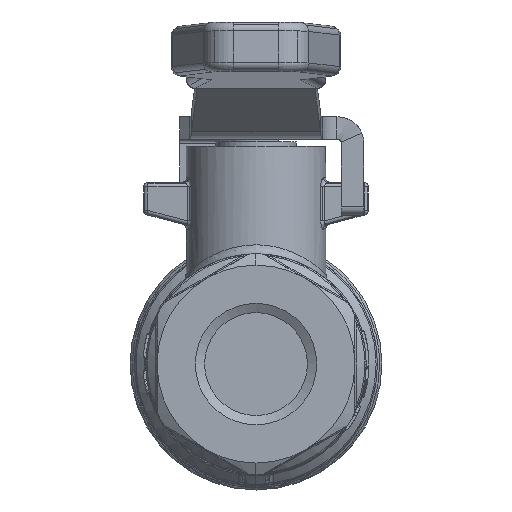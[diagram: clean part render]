
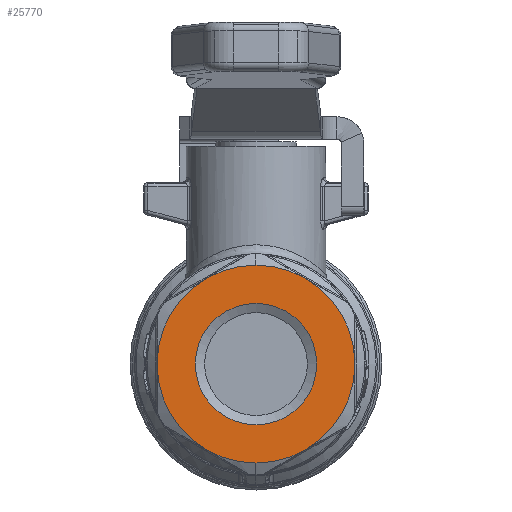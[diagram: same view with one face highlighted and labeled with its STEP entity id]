
A CAD part, left-side view. The second image highlights one B-rep face of the part: STEP entity #25770.
In plain terms, the highlighted planar face has unit normal (-1, 0, 0).
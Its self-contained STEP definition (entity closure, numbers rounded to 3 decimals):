
#11899=CARTESIAN_POINT('',(-25.,5.5,9.526));
#11900=VERTEX_POINT('',#11899);
#18803=CARTESIAN_POINT('',(-25.,0.,11.));
#18804=VERTEX_POINT('',#18803);
#18811=CARTESIAN_POINT('',(-25.,-5.5,9.526));
#18812=VERTEX_POINT('',#18811);
#18813=CARTESIAN_POINT('',(-25.,0.,0.));
#18814=DIRECTION('',(-1.,0.,-0.));
#18815=DIRECTION('',(-0.,-0.,1.));
#18816=AXIS2_PLACEMENT_3D('',#18813,#18814,#18815);
#18817=CIRCLE('',#18816,11.);
#18818=EDGE_CURVE('',#18812,#18804,#18817,.T.);
#18992=CARTESIAN_POINT('',(-25.,-11.,-0.));
#18993=VERTEX_POINT('',#18992);
#18994=CARTESIAN_POINT('',(-25.,0.,0.));
#18995=DIRECTION('',(-1.,0.,-0.));
#18996=DIRECTION('',(-0.,-0.,1.));
#18997=AXIS2_PLACEMENT_3D('',#18994,#18995,#18996);
#18998=CIRCLE('',#18997,11.);
#18999=EDGE_CURVE('',#18993,#18812,#18998,.T.);
#19178=CARTESIAN_POINT('',(-25.,-5.5,-9.526));
#19179=VERTEX_POINT('',#19178);
#19180=CARTESIAN_POINT('',(-25.,0.,0.));
#19181=DIRECTION('',(-1.,0.,-0.));
#19182=DIRECTION('',(-0.,-0.,1.));
#19183=AXIS2_PLACEMENT_3D('',#19180,#19181,#19182);
#19184=CIRCLE('',#19183,11.);
#19185=EDGE_CURVE('',#19179,#18993,#19184,.T.);
#20929=CARTESIAN_POINT('',(-25.,5.5,-9.526));
#20930=VERTEX_POINT('',#20929);
#20960=CARTESIAN_POINT('',(-25.,11.,-0.));
#20961=VERTEX_POINT('',#20960);
#20976=CARTESIAN_POINT('',(-25.,0.,0.));
#20977=DIRECTION('',(-1.,0.,-0.));
#20978=DIRECTION('',(-0.,-0.,1.));
#20979=AXIS2_PLACEMENT_3D('',#20976,#20977,#20978);
#20980=CIRCLE('',#20979,11.);
#20981=EDGE_CURVE('',#20961,#20930,#20980,.T.);
#21216=CARTESIAN_POINT('',(-25.,0.,0.));
#21217=DIRECTION('',(-1.,0.,-0.));
#21218=DIRECTION('',(-0.,-0.,1.));
#21219=AXIS2_PLACEMENT_3D('',#21216,#21217,#21218);
#21220=CIRCLE('',#21219,11.);
#21221=EDGE_CURVE('',#11900,#20961,#21220,.T.);
#25715=CARTESIAN_POINT('',(-25.,0.,5.5));
#25716=DIRECTION('',(-1.,0.,0.));
#25717=DIRECTION('',(-0.,-0.,1.));
#25718=AXIS2_PLACEMENT_3D('',#25715,#25716,#25717);
#25719=PLANE('',#25718);
#25720=ORIENTED_EDGE('',*,*,#19185,.T.);
#25721=ORIENTED_EDGE('',*,*,#18999,.T.);
#25722=ORIENTED_EDGE('',*,*,#18818,.T.);
#25723=CARTESIAN_POINT('',(-25.,0.,0.));
#25724=DIRECTION('',(-1.,0.,-0.));
#25725=DIRECTION('',(-0.,-0.,1.));
#25726=AXIS2_PLACEMENT_3D('',#25723,#25724,#25725);
#25727=CIRCLE('',#25726,11.);
#25728=EDGE_CURVE('',#18804,#11900,#25727,.T.);
#25729=ORIENTED_EDGE('',*,*,#25728,.T.);
#25730=ORIENTED_EDGE('',*,*,#21221,.T.);
#25731=ORIENTED_EDGE('',*,*,#20981,.T.);
#25732=CARTESIAN_POINT('',(-25.,0.,-11.));
#25733=VERTEX_POINT('',#25732);
#25734=CARTESIAN_POINT('',(-25.,0.,0.));
#25735=DIRECTION('',(-1.,0.,-0.));
#25736=DIRECTION('',(0.,0.,-1.));
#25737=AXIS2_PLACEMENT_3D('',#25734,#25735,#25736);
#25738=CIRCLE('',#25737,11.);
#25739=EDGE_CURVE('',#20930,#25733,#25738,.T.);
#25740=ORIENTED_EDGE('',*,*,#25739,.T.);
#25741=CARTESIAN_POINT('',(-25.,0.,0.));
#25742=DIRECTION('',(-1.,0.,-0.));
#25743=DIRECTION('',(0.,0.,-1.));
#25744=AXIS2_PLACEMENT_3D('',#25741,#25742,#25743);
#25745=CIRCLE('',#25744,11.);
#25746=EDGE_CURVE('',#25733,#19179,#25745,.T.);
#25747=ORIENTED_EDGE('',*,*,#25746,.T.);
#25748=EDGE_LOOP('',(#25720,#25721,#25722,#25729,#25730,#25731,#25740,#25747));
#25749=FACE_BOUND('',#25748,.T.);
#25750=CARTESIAN_POINT('',(-25.,-0.,-6.75));
#25751=VERTEX_POINT('',#25750);
#25752=CARTESIAN_POINT('',(-25.,0.,6.75));
#25753=VERTEX_POINT('',#25752);
#25754=CARTESIAN_POINT('',(-25.,0.,0.));
#25755=DIRECTION('',(1.,-0.,-0.));
#25756=DIRECTION('',(-0.,-0.,1.));
#25757=AXIS2_PLACEMENT_3D('',#25754,#25755,#25756);
#25758=CIRCLE('',#25757,6.75);
#25759=EDGE_CURVE('',#25751,#25753,#25758,.T.);
#25760=ORIENTED_EDGE('',*,*,#25759,.T.);
#25761=CARTESIAN_POINT('',(-25.,0.,0.));
#25762=DIRECTION('',(1.,-0.,-0.));
#25763=DIRECTION('',(-0.,-0.,1.));
#25764=AXIS2_PLACEMENT_3D('',#25761,#25762,#25763);
#25765=CIRCLE('',#25764,6.75);
#25766=EDGE_CURVE('',#25753,#25751,#25765,.T.);
#25767=ORIENTED_EDGE('',*,*,#25766,.T.);
#25768=EDGE_LOOP('',(#25760,#25767));
#25769=FACE_BOUND('',#25768,.T.);
#25770=ADVANCED_FACE('',(#25749,#25769),#25719,.T.);
